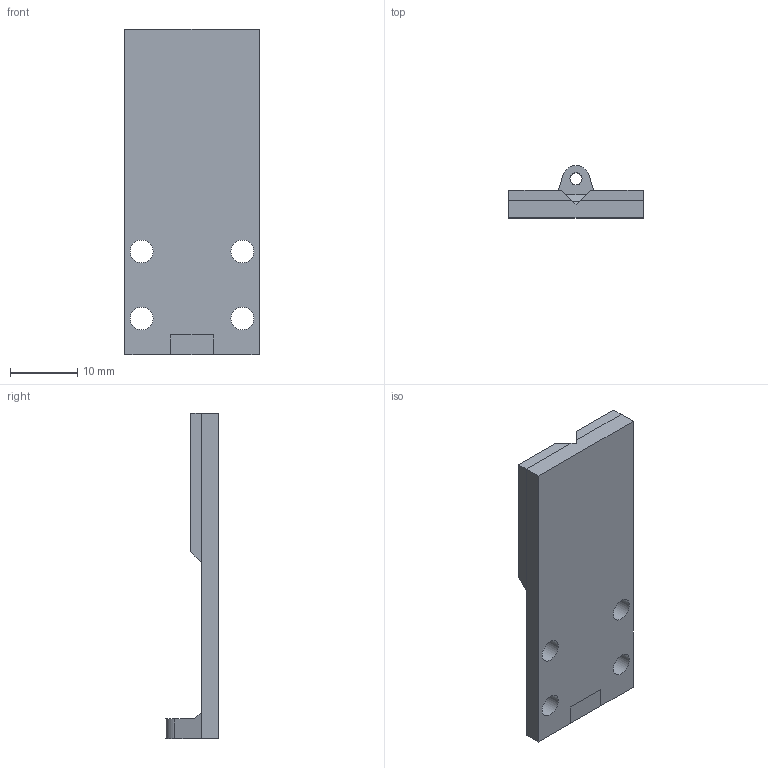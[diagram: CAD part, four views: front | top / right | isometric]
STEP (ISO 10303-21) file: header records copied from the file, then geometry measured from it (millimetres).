
FILE_DESCRIPTION(('FreeCAD Model'),'2;1');
FILE_NAME('Open CASCADE Shape Model','2023-12-18T12:52:50',(''),(''), 'Open CASCADE STEP processor 7.6','FreeCAD','Unknown');
FILE_SCHEMA(('AUTOMOTIVE_DESIGN { 1 0 10303 214 1 1 1 1 }'));
Length unit declared in the file: millimetre
Products named in the file (1): Linear actuator dynamic mount
Bounding box: 20 x 7.87 x 48.5 mm (x, y, z)
Volume: 2950.5 mm3; surface area: 2578 mm2
Topology: 1 solids, 1 shells, 40 faces, 106 edges, 68 vertices
Faces by surface type: plane 33, cylinder 7
Full cylindrical faces by diameter (mm): 1.8 x1, 3.4 x4
Entity records: 2712 total; most frequent: CARTESIAN_POINT 543, DIRECTION 402, LINE 274, VECTOR 274, ORIENTED_EDGE 212, PCURVE 212, DEFINITIONAL_REPRESENTATION 212, EDGE_CURVE 106
